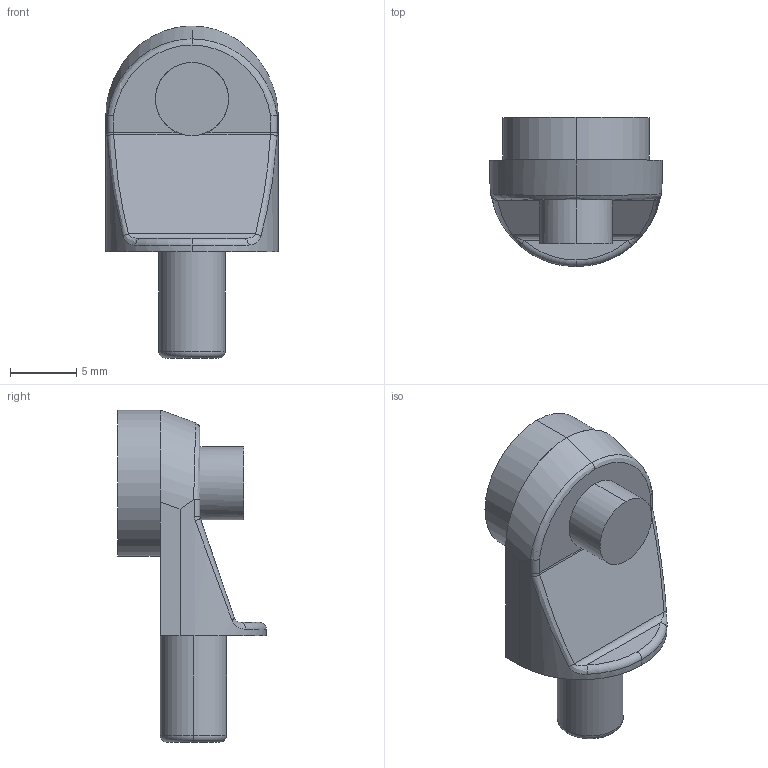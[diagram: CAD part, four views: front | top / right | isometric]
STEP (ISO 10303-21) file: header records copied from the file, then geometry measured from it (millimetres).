
FILE_DESCRIPTION (( 'STEP AP214' ), '1' );
FILE_NAME ('F002552_3D.step', '2022-11-21T18:16:04', ( '' ), ( '' ), 'SwSTEP 2.0', 'SolidWorks 2020', '' );
FILE_SCHEMA (( 'AUTOMOTIVE_DESIGN' ));
Length unit declared in the file: millimetre
Products named in the file (1): F002552_3D
Bounding box: 13 x 11.2 x 25 mm (x, y, z)
Volume: 1294.7 mm3; surface area: 917.1 mm2
Topology: 1 solids, 1 shells, 37 faces, 89 edges, 54 vertices
Faces by surface type: cylinder 15, plane 10, bspline 8, torus 4
Entity records: 1258 total; most frequent: CARTESIAN_POINT 439, ORIENTED_EDGE 178, DIRECTION 154, EDGE_CURVE 89, AXIS2_PLACEMENT_3D 63, VERTEX_POINT 54, ADVANCED_FACE 37, EDGE_LOOP 37
